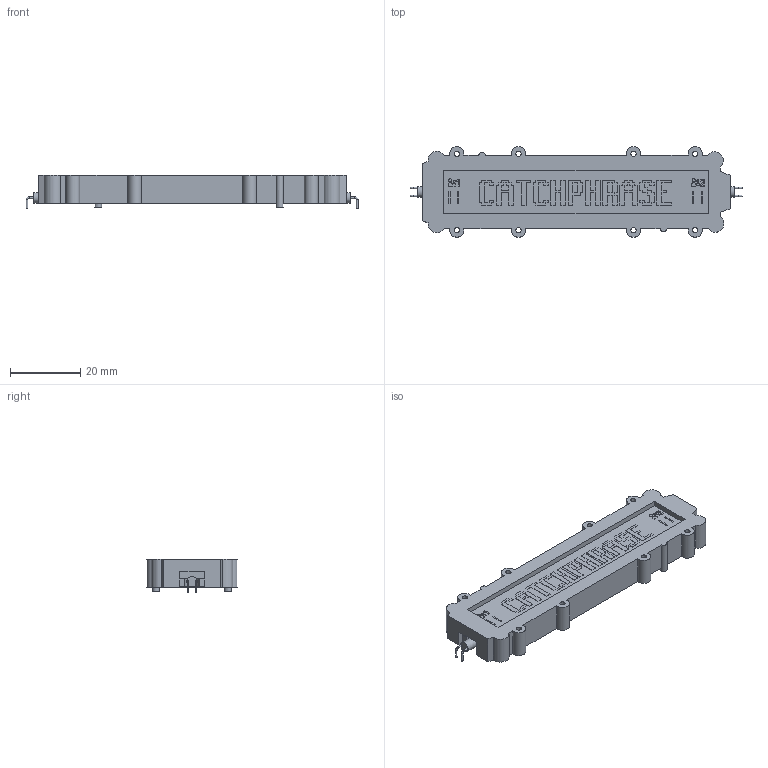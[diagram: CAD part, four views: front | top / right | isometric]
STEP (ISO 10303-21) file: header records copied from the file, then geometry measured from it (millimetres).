
FILE_DESCRIPTION(/* description */ (''),/* implementation_level */ '2;1');
FILE_NAME(/* name */ 'CATCHPHRASE-20151105-LCD.step',/* time_stamp */ '2025-07-26T16:09:11-04:00',/* author */ (''),/* organization */ (''),/* preprocessor_version */ 'ST-DEVELOPER v20.1',/* originating_system */ 'Autodesk Translation Framework v14.10.0.0',/* authorisation */ '');
FILE_SCHEMA (('AUTOMOTIVE_DESIGN { 1 0 10303 214 3 1 1 }'));
Length unit declared in the file: millimetre
Products named in the file (4): (Unsaved); LCD; Bracket; LED
Assembly tree (3 placements, depth 2):
  (Unsaved)
    LCD
    Bracket
    LED
Bounding box: 94.7 x 25.79 x 9.51 mm (x, y, z)
Volume: 13142.7 mm3; surface area: 10480.4 mm2
Topology: 37 solids, 37 shells, 478 faces, 1212 edges, 808 vertices
Faces by surface type: plane 382, bspline 50, cylinder 42, cone 2, sphere 2
Full cylindrical faces by diameter (mm): 0.5 x8, 0.611 x1, 0.616 x1, 0.946 x1, 0.954 x1, 1.5 x8, 2 x2, 3 x2
Entity records: 15417 total; most frequent: CARTESIAN_POINT 3905, ORIENTED_EDGE 2420, DIRECTION 2096, EDGE_CURVE 1210, LINE 1010, VECTOR 1010, VERTEX_POINT 808, AXIS2_PLACEMENT_3D 543
